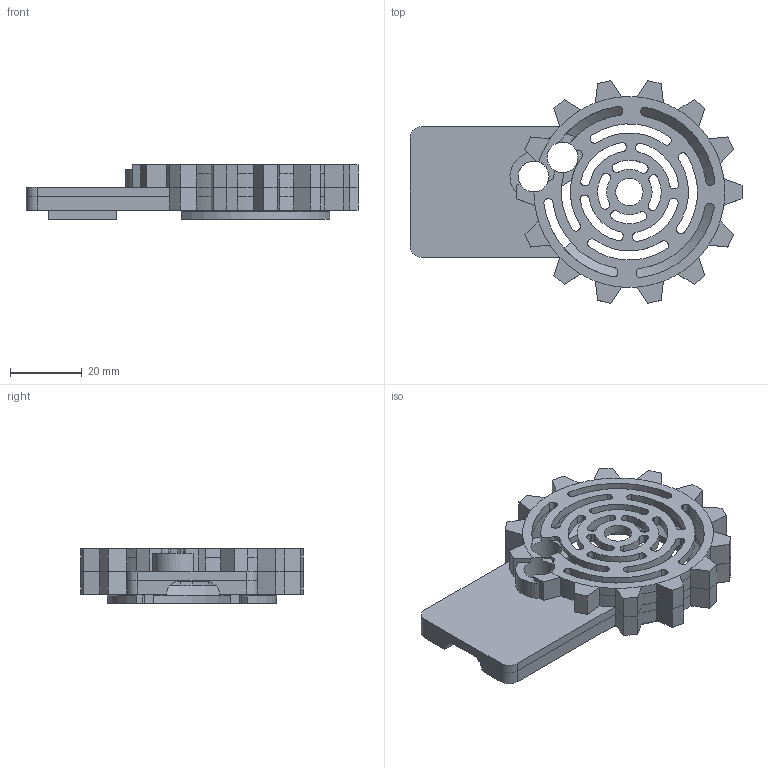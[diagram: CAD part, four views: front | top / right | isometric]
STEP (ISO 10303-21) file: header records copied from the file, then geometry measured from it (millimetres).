
FILE_DESCRIPTION(('FreeCAD Model'),'2;1');
FILE_NAME('Open CASCADE Shape Model','2023-04-20T21:09:05',(''),(''), 'Open CASCADE STEP processor 7.6','FreeCAD','Unknown');
FILE_SCHEMA(('AUTOMOTIVE_DESIGN { 1 0 10303 214 1 1 1 1 }'));
Length unit declared in the file: millimetre
Products named in the file (1): Body
Bounding box: 92.81 x 62.24 x 15.24 mm (x, y, z)
Volume: 18217.4 mm3; surface area: 14767.4 mm2
Topology: 1 solids, 1 shells, 360 faces, 977 edges, 608 vertices
Faces by surface type: cylinder 182, plane 176, cone 2
Full cylindrical faces by diameter (mm): 7.627 x1, 8.636 x2
Entity records: 24229 total; most frequent: CARTESIAN_POINT 4164, DIRECTION 3986, LINE 2209, VECTOR 2209, ORIENTED_EDGE 1954, PCURVE 1954, DEFINITIONAL_REPRESENTATION 1954, EDGE_CURVE 977
